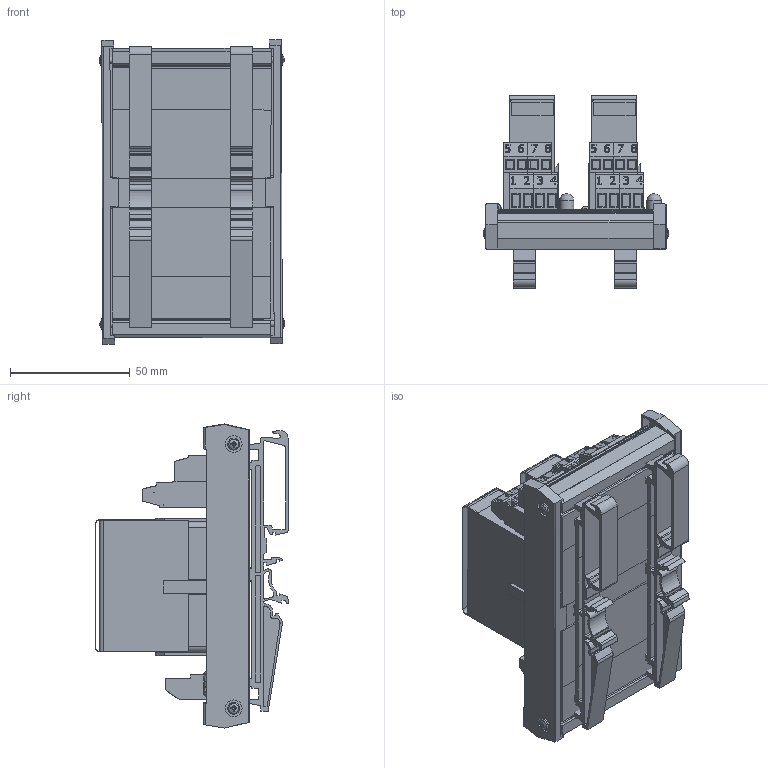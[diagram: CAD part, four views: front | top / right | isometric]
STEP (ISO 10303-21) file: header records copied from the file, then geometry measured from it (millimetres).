
FILE_DESCRIPTION((''),'2;1');
FILE_NAME('4Pole10Amp2Channel.stp','2015-07-08T12:42:56',('CAD Station'),(''),'Autodesk Inventor 2013','Autodesk Inventor 2013','');
FILE_SCHEMA(('CONFIG_CONTROL_DESIGN'));
Length unit declared in the file: millimetre
Products named in the file (17): 4Pole10Amp2ChannelAssy; 4Pole8Amp2Channel_Board; Base_Leg_120; Base_Side_120; Case_Part_120_2Channel; 2 GREEN updated; 4_Color_resistor; 5-8Labels; Mini_Black_Resistor; Red_Bulb; resistor leg; 1_4Numberplate; 2 hole green; PosNegLabel; BS EN ISO 7045 Z - Metric M2.5 x 10 - 4.8 - Z; 4Pole_10Amp_Relay; 4Pole_10Amp_Relayholder
Assembly tree (46 placements, depth 2):
  4Pole10Amp2ChannelAssy
    4Pole8Amp2Channel_Board
    Base_Leg_120  x2
    Base_Side_120  x2
    Case_Part_120_2Channel
    2 GREEN updated  x4
    4_Color_resistor  x2
    5-8Labels  x2
    Mini_Black_Resistor  x4
    Red_Bulb  x2
    resistor leg  x12
    1_4Numberplate  x2
    2 hole green  x2
    PosNegLabel  x2
    BS EN ISO 7045 Z - Metric M2.5 x 10 - 4.8 - Z  x4
    4Pole_10Amp_Relay  x2
    4Pole_10Amp_Relayholder  x2
Bounding box: 77.54 x 80.66 x 127.17 mm (x, y, z)
Volume: 130328.1 mm3; surface area: 154057.3 mm2
Topology: 46 solids, 50 shells, 2469 faces, 6554 edges, 4306 vertices
Faces by surface type: plane 1649, cylinder 439, bspline 241, cone 88, torus 32, sphere 20
Full cylindrical faces by diameter (mm): 0.5 x24, 1 x16, 2.256 x4, 2.5 x24, 2.51 x4, 2.7 x4, 2.75 x2, 3.2 x8, 3.75 x4, 3.9 x2, 4 x16, 6 x2, 7 x4, 9 x4, 14.95 x2
Entity records: 41034 total; most frequent: CARTESIAN_POINT 9301, ORIENTED_EDGE 6570, DIRECTION 5687, EDGE_CURVE 3297, VECTOR 2481, LINE 2481, VERTEX_POINT 2214, AXIS2_PLACEMENT_3D 1603
